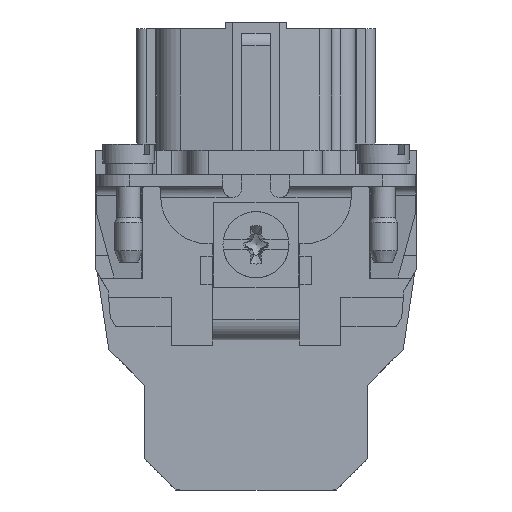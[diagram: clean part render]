
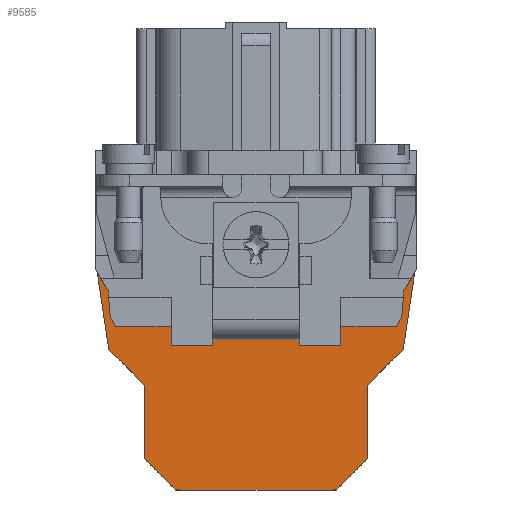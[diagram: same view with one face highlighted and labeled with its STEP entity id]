
A CAD part, left-side view. The second image highlights one B-rep face of the part: STEP entity #9585.
In plain terms, the highlighted planar face has unit normal (-1, 0, 0).
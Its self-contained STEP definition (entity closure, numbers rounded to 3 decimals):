
#8515=FACE_OUTER_BOUND('',#12353,.T.);
#9585=ADVANCED_FACE('',(#8515),#10737,.T.);
#10737=PLANE('',#33485);
#12353=EDGE_LOOP('',(#15449,#15450,#15451,#15452,#15453,#15454,#15455,#15456,
#15457,#15458,#15459,#15460,#15461,#15462,#15463,#15464));
#15449=ORIENTED_EDGE('',*,*,#23081,.F.);
#15450=ORIENTED_EDGE('',*,*,#22034,.T.);
#15451=ORIENTED_EDGE('',*,*,#23082,.T.);
#15452=ORIENTED_EDGE('',*,*,#23083,.T.);
#15453=ORIENTED_EDGE('',*,*,#23084,.T.);
#15454=ORIENTED_EDGE('',*,*,#23085,.F.);
#15455=ORIENTED_EDGE('',*,*,#22750,.T.);
#15456=ORIENTED_EDGE('',*,*,#22771,.T.);
#15457=ORIENTED_EDGE('',*,*,#22754,.T.);
#15458=ORIENTED_EDGE('',*,*,#22860,.T.);
#15459=ORIENTED_EDGE('',*,*,#22847,.T.);
#15460=ORIENTED_EDGE('',*,*,#22834,.T.);
#15461=ORIENTED_EDGE('',*,*,#22832,.T.);
#15462=ORIENTED_EDGE('',*,*,#23086,.T.);
#15463=ORIENTED_EDGE('',*,*,#23087,.F.);
#15464=ORIENTED_EDGE('',*,*,#23088,.F.);
#19859=VERTEX_POINT('',#41634);
#19860=VERTEX_POINT('',#41636);
#19916=VERTEX_POINT('',#41869);
#19924=VERTEX_POINT('',#41888);
#20420=VERTEX_POINT('',#43304);
#20422=VERTEX_POINT('',#43309);
#20424=VERTEX_POINT('',#43313);
#20472=VERTEX_POINT('',#43468);
#20473=VERTEX_POINT('',#43472);
#20480=VERTEX_POINT('',#43496);
#20625=VERTEX_POINT('',#43950);
#20626=VERTEX_POINT('',#43952);
#20627=VERTEX_POINT('',#43954);
#20628=VERTEX_POINT('',#43956);
#20629=VERTEX_POINT('',#43959);
#20630=VERTEX_POINT('',#43961);
#22034=EDGE_CURVE('',#19860,#19859,#26778,.T.);
#22750=EDGE_CURVE('',#19924,#20420,#27274,.T.);
#22754=EDGE_CURVE('',#20422,#20424,#27278,.T.);
#22771=EDGE_CURVE('',#20420,#20422,#27294,.T.);
#22832=EDGE_CURVE('',#20472,#19916,#27341,.T.);
#22834=EDGE_CURVE('',#20473,#20472,#27343,.T.);
#22847=EDGE_CURVE('',#20480,#20473,#27356,.T.);
#22860=EDGE_CURVE('',#20424,#20480,#27367,.T.);
#23081=EDGE_CURVE('',#19860,#20625,#27558,.T.);
#23082=EDGE_CURVE('',#19859,#20626,#27559,.T.);
#23083=EDGE_CURVE('',#20626,#20627,#27560,.T.);
#23084=EDGE_CURVE('',#20627,#20628,#27561,.T.);
#23085=EDGE_CURVE('',#19924,#20628,#27562,.T.);
#23086=EDGE_CURVE('',#19916,#20629,#27563,.T.);
#23087=EDGE_CURVE('',#20630,#20629,#27564,.T.);
#23088=EDGE_CURVE('',#20625,#20630,#27565,.T.);
#26778=LINE('',#41635,#29015);
#27274=LINE('',#43305,#29511);
#27278=LINE('',#43314,#29515);
#27294=LINE('',#43347,#29531);
#27341=LINE('',#43467,#29578);
#27343=LINE('',#43471,#29580);
#27356=LINE('',#43497,#29593);
#27367=LINE('',#43521,#29604);
#27558=LINE('',#43949,#29795);
#27559=LINE('',#43951,#29796);
#27560=LINE('',#43953,#29797);
#27561=LINE('',#43955,#29798);
#27562=LINE('',#43957,#29799);
#27563=LINE('',#43958,#29800);
#27564=LINE('',#43960,#29801);
#27565=LINE('',#43962,#29802);
#29015=VECTOR('',#34981,1.);
#29511=VECTOR('',#36295,1.);
#29515=VECTOR('',#36301,1.);
#29531=VECTOR('',#36333,1.);
#29578=VECTOR('',#36450,1.);
#29580=VECTOR('',#36454,1.);
#29593=VECTOR('',#36477,1.);
#29604=VECTOR('',#36496,1.);
#29795=VECTOR('',#36891,1.);
#29796=VECTOR('',#36892,1.);
#29797=VECTOR('',#36893,1.);
#29798=VECTOR('',#36894,1.);
#29799=VECTOR('',#36895,1.);
#29800=VECTOR('',#36896,1.);
#29801=VECTOR('',#36897,1.);
#29802=VECTOR('',#36898,1.);
#33485=AXIS2_PLACEMENT_3D('',#43963,#36899,#36900);
#34981=DIRECTION('',(0.,-1.,0.));
#36295=DIRECTION('',(0.,0.5,-0.866));
#36301=DIRECTION('',(0.,0.5,-0.866));
#36333=DIRECTION('',(0.,0.087,-0.996));
#36450=DIRECTION('',(0.,0.5,0.866));
#36454=DIRECTION('',(0.,0.087,0.996));
#36477=DIRECTION('',(0.,0.5,0.866));
#36496=DIRECTION('',(0.,1.,0.));
#36891=DIRECTION('',(0.,0.707,0.707));
#36892=DIRECTION('',(0.,-0.707,0.707));
#36893=DIRECTION('',(0.,0.,1.));
#36894=DIRECTION('',(0.,-0.707,0.707));
#36895=DIRECTION('',(0.,0.149,-0.989));
#36896=DIRECTION('',(0.,-0.149,-0.989));
#36897=DIRECTION('',(0.,0.707,0.707));
#36898=DIRECTION('',(0.,0.,1.));
#36899=DIRECTION('',(-1.,0.,0.));
#36900=DIRECTION('',(0.,0.,1.));
#41634=CARTESIAN_POINT('',(-26.8,-8.5,-32.2));
#41635=CARTESIAN_POINT('',(-26.8,0.,-32.2));
#41636=CARTESIAN_POINT('',(-26.8,8.5,-32.2));
#41869=CARTESIAN_POINT('',(-26.8,16.834,-9.087));
#41888=CARTESIAN_POINT('',(-26.8,-16.834,-9.087));
#43304=CARTESIAN_POINT('',(-26.8,-15.684,-11.079));
#43305=CARTESIAN_POINT('',(-26.8,-17.,-8.8));
#43309=CARTESIAN_POINT('',(-26.8,-15.437,-13.9));
#43313=CARTESIAN_POINT('',(-26.8,-14.86,-14.9));
#43314=CARTESIAN_POINT('',(-26.8,-15.437,-13.9));
#43347=CARTESIAN_POINT('',(-26.8,-15.684,-11.079));
#43467=CARTESIAN_POINT('',(-26.8,15.684,-11.079));
#43468=CARTESIAN_POINT('',(-26.8,15.684,-11.079));
#43471=CARTESIAN_POINT('',(-26.8,15.437,-13.9));
#43472=CARTESIAN_POINT('',(-26.8,15.437,-13.9));
#43496=CARTESIAN_POINT('',(-26.8,14.86,-14.9));
#43497=CARTESIAN_POINT('',(-26.8,14.86,-14.9));
#43521=CARTESIAN_POINT('',(-26.8,-14.86,-14.9));
#43949=CARTESIAN_POINT('',(-26.8,8.5,-32.2));
#43950=CARTESIAN_POINT('',(-26.8,11.8,-28.9));
#43951=CARTESIAN_POINT('',(-26.8,-8.5,-32.2));
#43952=CARTESIAN_POINT('',(-26.8,-11.8,-28.9));
#43953=CARTESIAN_POINT('',(-26.8,-11.8,-28.9));
#43954=CARTESIAN_POINT('',(-26.8,-11.8,-21.1));
#43955=CARTESIAN_POINT('',(-26.8,-11.8,-21.1));
#43956=CARTESIAN_POINT('',(-26.8,-15.6,-17.3));
#43957=CARTESIAN_POINT('',(-26.8,-16.9,-8.65));
#43958=CARTESIAN_POINT('',(-26.8,16.9,-8.65));
#43959=CARTESIAN_POINT('',(-26.8,15.6,-17.3));
#43960=CARTESIAN_POINT('',(-26.8,11.8,-21.1));
#43961=CARTESIAN_POINT('',(-26.8,11.8,-21.1));
#43962=CARTESIAN_POINT('',(-26.8,11.8,-28.9));
#43963=CARTESIAN_POINT('',(-26.8,0.,0.));
